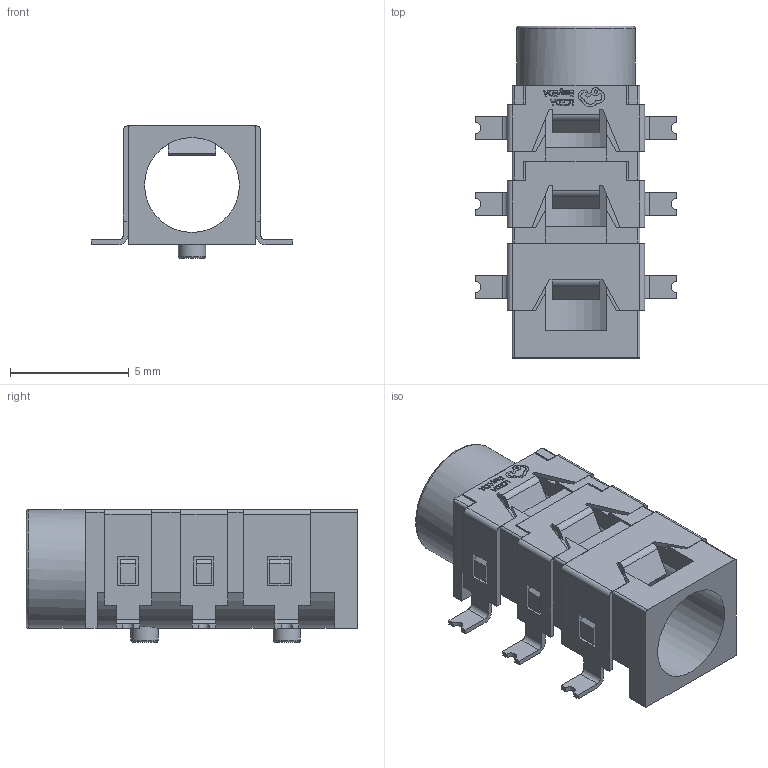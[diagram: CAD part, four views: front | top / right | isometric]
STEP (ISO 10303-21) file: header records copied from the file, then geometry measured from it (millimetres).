
FILE_DESCRIPTION(/* description */ ('Designed by EasyEDA Pro'),/* implementation_level */ '2;1');
FILE_NAME(/* name */ 'AUDIO_PJ-313.step',/* time_stamp */ '2025-10-22T23:37:51+08:00',/* author */ ('11208'),/* organization */ ('Open CASCADE'),/* preprocessor_version */ 'ST-DEVELOPER v20',/* originating_system */ 'Autodesk Inventor 2025',/* authorisation */ 'Unknown');
FILE_SCHEMA (('AUTOMOTIVE_DESIGN { 1 0 10303 214 3 1 1 }'));
Length unit declared in the file: millimetre
Products named in the file (3): EasyEDA PCB Model~ZKY6; CN1~AUDIO-SMD_PJ-313D-2~AUDIO-SMD_PJ-313D-2~ZKY6; AUDIO-SMD_PJ-313D-2~AUDIO-SMD_PJ-313D-2~ZKY6
Assembly tree (2 placements, depth 3):
  EasyEDA PCB Model~ZKY6
    CN1~AUDIO-SMD_PJ-313D-2~AUDIO-SMD_PJ-313D-2~ZKY6
      AUDIO-SMD_PJ-313D-2~AUDIO-SMD_PJ-313D-2~ZKY6
Bounding box: 8.5 x 14 x 5.61 mm (x, y, z)
Volume: 154.9 mm3; surface area: 687.2 mm2
Topology: 4 solids, 4 shells, 506 faces, 1416 edges, 942 vertices
Faces by surface type: plane 361, bspline 98, cylinder 43, torus 4
Full cylindrical faces by diameter (mm): 1.15 x2, 4 x1, 5 x1
Entity records: 17355 total; most frequent: CARTESIAN_POINT 3979, ORIENTED_EDGE 2832, DIRECTION 2314, EDGE_CURVE 1416, LINE 1112, VECTOR 1112, VERTEX_POINT 942, AXIS2_PLACEMENT_3D 601
